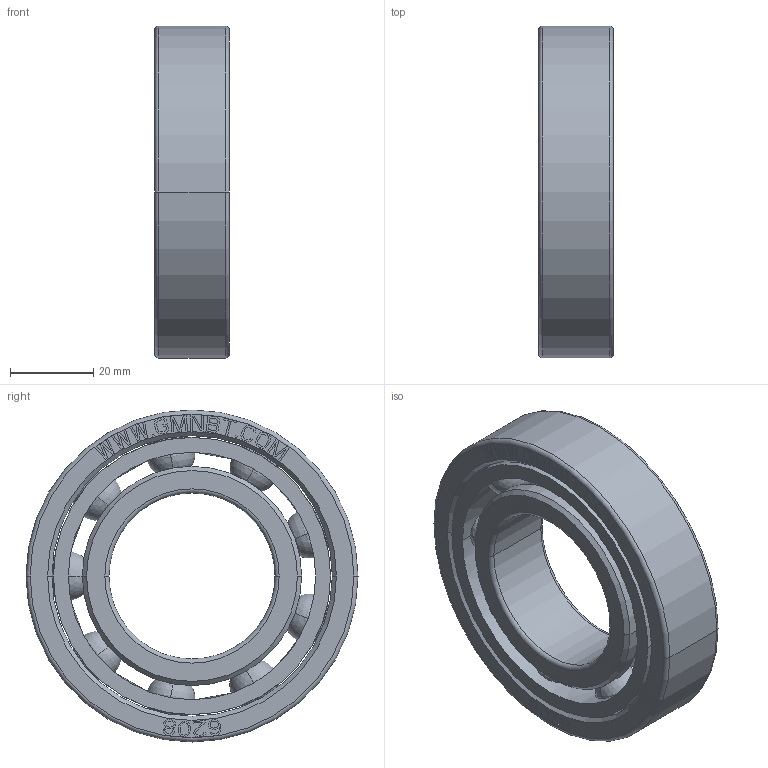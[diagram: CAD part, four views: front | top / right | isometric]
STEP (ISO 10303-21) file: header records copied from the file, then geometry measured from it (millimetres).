
FILE_DESCRIPTION((''),'2;1');
FILE_NAME('6208_PRT','2014-11-17T',('sales 4'),(''),'PRO/ENGINEER BY PARAMETRIC TECHNOLOGY CORPORATION, 2013150','PRO/ENGINEER BY PARAMETRIC TECHNOLOGY CORPORATION, 2013150','');
FILE_SCHEMA(('AUTOMOTIVE_DESIGN { 1 0 10303 214 1 1 1 1 }'));
Length unit declared in the file: millimetre
Products named in the file (1): 6208_PRT
Bounding box: 18.01 x 80 x 80 mm (x, y, z)
Volume: 53513.2 mm3; surface area: 29744.5 mm2
Topology: 12 solids, 12 shells, 558 faces, 1562 edges, 1014 vertices
Faces by surface type: plane 486, cylinder 34, sphere 18, torus 12, cone 8
Entity records: 25096 total; most frequent: CARTESIAN_POINT 5914, ORIENTED_EDGE 3052, DIRECTION 2684, PRESENTATION_STYLE_ASSIGNMENT 1561, STYLED_ITEM 1538, CURVE_STYLE 1526, EDGE_CURVE 1526, VECTOR 1412
